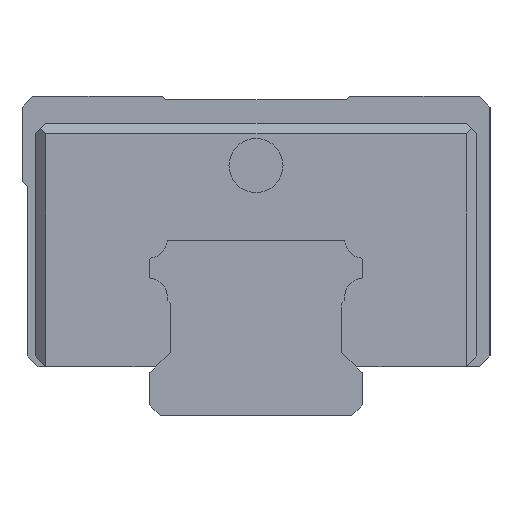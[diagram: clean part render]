
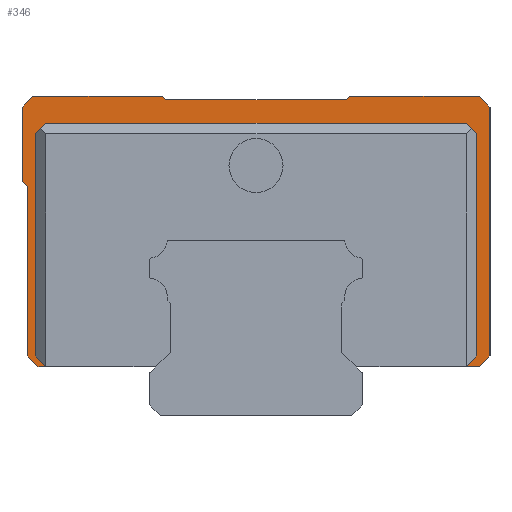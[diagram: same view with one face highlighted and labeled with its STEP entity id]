
A CAD part, left-side view. The second image highlights one B-rep face of the part: STEP entity #346.
In plain terms, the highlighted planar face has unit normal (-1, 0, 0).
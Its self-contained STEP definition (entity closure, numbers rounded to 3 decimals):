
#227=PLANE('',#3048);
#346=ADVANCED_FACE('',(#552),#227,.F.);
#552=FACE_OUTER_BOUND('',#716,.T.);
#716=EDGE_LOOP('',(#1583,#1584,#1585,#1586,#1587,#1588,#1589,#1590,#1591,
#1592,#1593,#1594,#1595,#1596,#1597,#1598,#1599,#1600,#1601,#1602,#1603,
#1604));
#893=LINE('',#4265,#1073);
#899=LINE('',#4278,#1079);
#924=LINE('',#4327,#1104);
#925=LINE('',#4329,#1105);
#926=LINE('',#4331,#1106);
#927=LINE('',#4333,#1107);
#928=LINE('',#4335,#1108);
#929=LINE('',#4337,#1109);
#930=LINE('',#4339,#1110);
#931=LINE('',#4340,#1111);
#932=LINE('',#4342,#1112);
#933=LINE('',#4344,#1113);
#934=LINE('',#4346,#1114);
#935=LINE('',#4348,#1115);
#936=LINE('',#4350,#1116);
#937=LINE('',#4352,#1117);
#938=LINE('',#4354,#1118);
#939=LINE('',#4356,#1119);
#940=LINE('',#4358,#1120);
#941=LINE('',#4360,#1121);
#942=LINE('',#4362,#1122);
#943=LINE('',#4364,#1123);
#1073=VECTOR('',#3469,1.);
#1079=VECTOR('',#3477,1.);
#1104=VECTOR('',#3506,1.);
#1105=VECTOR('',#3507,1.);
#1106=VECTOR('',#3508,1.);
#1107=VECTOR('',#3509,1.);
#1108=VECTOR('',#3510,1.);
#1109=VECTOR('',#3511,1.);
#1110=VECTOR('',#3512,1.);
#1111=VECTOR('',#3513,1.);
#1112=VECTOR('',#3514,1.);
#1113=VECTOR('',#3515,1.);
#1114=VECTOR('',#3516,1.);
#1115=VECTOR('',#3517,1.);
#1116=VECTOR('',#3518,1.);
#1117=VECTOR('',#3519,1.);
#1118=VECTOR('',#3520,1.);
#1119=VECTOR('',#3521,1.);
#1120=VECTOR('',#3522,1.);
#1121=VECTOR('',#3523,1.);
#1122=VECTOR('',#3524,1.);
#1123=VECTOR('',#3525,1.);
#1583=ORIENTED_EDGE('',*,*,#2542,.F.);
#1584=ORIENTED_EDGE('',*,*,#2567,.T.);
#1585=ORIENTED_EDGE('',*,*,#2568,.T.);
#1586=ORIENTED_EDGE('',*,*,#2569,.T.);
#1587=ORIENTED_EDGE('',*,*,#2570,.T.);
#1588=ORIENTED_EDGE('',*,*,#2571,.T.);
#1589=ORIENTED_EDGE('',*,*,#2572,.T.);
#1590=ORIENTED_EDGE('',*,*,#2573,.T.);
#1591=ORIENTED_EDGE('',*,*,#2536,.F.);
#1592=ORIENTED_EDGE('',*,*,#2574,.F.);
#1593=ORIENTED_EDGE('',*,*,#2575,.F.);
#1594=ORIENTED_EDGE('',*,*,#2576,.F.);
#1595=ORIENTED_EDGE('',*,*,#2577,.F.);
#1596=ORIENTED_EDGE('',*,*,#2578,.F.);
#1597=ORIENTED_EDGE('',*,*,#2579,.F.);
#1598=ORIENTED_EDGE('',*,*,#2580,.F.);
#1599=ORIENTED_EDGE('',*,*,#2581,.F.);
#1600=ORIENTED_EDGE('',*,*,#2582,.F.);
#1601=ORIENTED_EDGE('',*,*,#2583,.F.);
#1602=ORIENTED_EDGE('',*,*,#2584,.F.);
#1603=ORIENTED_EDGE('',*,*,#2585,.F.);
#1604=ORIENTED_EDGE('',*,*,#2586,.F.);
#2210=VERTEX_POINT('',#4264);
#2211=VERTEX_POINT('',#4266);
#2216=VERTEX_POINT('',#4277);
#2217=VERTEX_POINT('',#4279);
#2239=VERTEX_POINT('',#4328);
#2240=VERTEX_POINT('',#4330);
#2241=VERTEX_POINT('',#4332);
#2242=VERTEX_POINT('',#4334);
#2243=VERTEX_POINT('',#4336);
#2244=VERTEX_POINT('',#4338);
#2245=VERTEX_POINT('',#4341);
#2246=VERTEX_POINT('',#4343);
#2247=VERTEX_POINT('',#4345);
#2248=VERTEX_POINT('',#4347);
#2249=VERTEX_POINT('',#4349);
#2250=VERTEX_POINT('',#4351);
#2251=VERTEX_POINT('',#4353);
#2252=VERTEX_POINT('',#4355);
#2253=VERTEX_POINT('',#4357);
#2254=VERTEX_POINT('',#4359);
#2255=VERTEX_POINT('',#4361);
#2256=VERTEX_POINT('',#4363);
#2536=EDGE_CURVE('',#2210,#2211,#893,.T.);
#2542=EDGE_CURVE('',#2216,#2217,#899,.T.);
#2567=EDGE_CURVE('',#2216,#2239,#924,.T.);
#2568=EDGE_CURVE('',#2239,#2240,#925,.T.);
#2569=EDGE_CURVE('',#2240,#2241,#926,.T.);
#2570=EDGE_CURVE('',#2241,#2242,#927,.T.);
#2571=EDGE_CURVE('',#2242,#2243,#928,.T.);
#2572=EDGE_CURVE('',#2243,#2244,#929,.T.);
#2573=EDGE_CURVE('',#2244,#2211,#930,.T.);
#2574=EDGE_CURVE('',#2245,#2210,#931,.T.);
#2575=EDGE_CURVE('',#2246,#2245,#932,.T.);
#2576=EDGE_CURVE('',#2247,#2246,#933,.T.);
#2577=EDGE_CURVE('',#2248,#2247,#934,.T.);
#2578=EDGE_CURVE('',#2249,#2248,#935,.T.);
#2579=EDGE_CURVE('',#2250,#2249,#936,.T.);
#2580=EDGE_CURVE('',#2251,#2250,#937,.T.);
#2581=EDGE_CURVE('',#2252,#2251,#938,.T.);
#2582=EDGE_CURVE('',#2253,#2252,#939,.T.);
#2583=EDGE_CURVE('',#2254,#2253,#940,.T.);
#2584=EDGE_CURVE('',#2255,#2254,#941,.T.);
#2585=EDGE_CURVE('',#2256,#2255,#942,.T.);
#2586=EDGE_CURVE('',#2217,#2256,#943,.T.);
#3048=AXIS2_PLACEMENT_3D('',#4365,#3526,#3527);
#3469=DIRECTION('',(0.,1.,0.));
#3477=DIRECTION('',(0.,1.,0.));
#3506=DIRECTION('',(0.,0.707,0.707));
#3507=DIRECTION('',(0.,0.,1.));
#3508=DIRECTION('',(0.,-0.707,0.707));
#3509=DIRECTION('',(0.,-1.,0.));
#3510=DIRECTION('',(0.,-0.707,-0.707));
#3511=DIRECTION('',(0.,0.,-1.));
#3512=DIRECTION('',(0.,0.707,-0.707));
#3513=DIRECTION('',(0.,0.707,-0.707));
#3514=DIRECTION('',(0.,0.,-1.));
#3515=DIRECTION('',(0.,-0.707,-0.707));
#3516=DIRECTION('',(0.,-1.,0.));
#3517=DIRECTION('',(0.,-0.707,0.707));
#3518=DIRECTION('',(0.,-1.,0.));
#3519=DIRECTION('',(0.,-0.707,-0.707));
#3520=DIRECTION('',(0.,-1.,0.));
#3521=DIRECTION('',(0.,-0.707,0.707));
#3522=DIRECTION('',(0.,0.,1.));
#3523=DIRECTION('',(0.,0.707,0.707));
#3524=DIRECTION('',(0.,0.,1.));
#3525=DIRECTION('',(0.,0.707,0.707));
#3526=DIRECTION('',(1.,0.,0.));
#3527=DIRECTION('',(0.,0.,-1.));
#4264=CARTESIAN_POINT('',(-594.393,-968.888,4.6));
#4265=CARTESIAN_POINT('',(-594.393,-935.942,4.6));
#4266=CARTESIAN_POINT('',(-594.393,-967.638,4.6));
#4277=CARTESIAN_POINT('',(-594.393,-928.138,4.6));
#4278=CARTESIAN_POINT('',(-594.393,-935.942,4.6));
#4279=CARTESIAN_POINT('',(-594.393,-927.388,4.6));
#4327=CARTESIAN_POINT('',(-594.393,-928.138,4.6));
#4328=CARTESIAN_POINT('',(-594.393,-927.138,5.6));
#4329=CARTESIAN_POINT('',(-594.393,-927.138,5.6));
#4330=CARTESIAN_POINT('',(-594.393,-927.138,26.5));
#4331=CARTESIAN_POINT('',(-594.393,-927.138,26.5));
#4332=CARTESIAN_POINT('',(-594.393,-928.138,27.5));
#4333=CARTESIAN_POINT('',(-594.393,-928.138,27.5));
#4334=CARTESIAN_POINT('',(-594.393,-967.638,27.5));
#4335=CARTESIAN_POINT('',(-594.393,-967.638,27.5));
#4336=CARTESIAN_POINT('',(-594.393,-968.638,26.5));
#4337=CARTESIAN_POINT('',(-594.393,-968.638,26.5));
#4338=CARTESIAN_POINT('',(-594.393,-968.638,5.6));
#4339=CARTESIAN_POINT('',(-594.393,-968.638,5.6));
#4340=CARTESIAN_POINT('',(-594.393,-969.888,5.6));
#4341=CARTESIAN_POINT('',(-594.393,-969.888,5.6));
#4342=CARTESIAN_POINT('',(-594.393,-969.888,29.));
#4343=CARTESIAN_POINT('',(-594.393,-969.888,29.));
#4344=CARTESIAN_POINT('',(-594.393,-968.888,30.));
#4345=CARTESIAN_POINT('',(-594.393,-968.888,30.));
#4346=CARTESIAN_POINT('',(-594.393,-956.681,30.));
#4347=CARTESIAN_POINT('',(-594.393,-956.681,30.));
#4348=CARTESIAN_POINT('',(-594.393,-956.381,29.7));
#4349=CARTESIAN_POINT('',(-594.393,-956.381,29.7));
#4350=CARTESIAN_POINT('',(-594.393,-947.888,29.7));
#4351=CARTESIAN_POINT('',(-594.393,-939.395,29.7));
#4352=CARTESIAN_POINT('',(-594.393,-939.095,30.));
#4353=CARTESIAN_POINT('',(-594.393,-939.095,30.));
#4354=CARTESIAN_POINT('',(-594.393,-926.888,30.));
#4355=CARTESIAN_POINT('',(-594.393,-926.888,30.));
#4356=CARTESIAN_POINT('',(-594.393,-925.888,29.));
#4357=CARTESIAN_POINT('',(-594.393,-925.888,29.));
#4358=CARTESIAN_POINT('',(-594.393,-925.888,22.));
#4359=CARTESIAN_POINT('',(-594.393,-925.888,22.));
#4360=CARTESIAN_POINT('',(-594.393,-926.388,21.5));
#4361=CARTESIAN_POINT('',(-594.393,-926.388,21.5));
#4362=CARTESIAN_POINT('',(-594.393,-926.388,5.6));
#4363=CARTESIAN_POINT('',(-594.393,-926.388,5.6));
#4364=CARTESIAN_POINT('',(-594.393,-927.388,4.6));
#4365=CARTESIAN_POINT('',(-594.393,-958.788,9.317));
